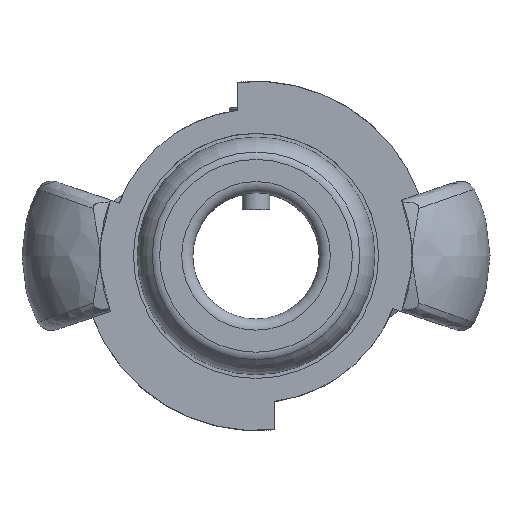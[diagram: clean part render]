
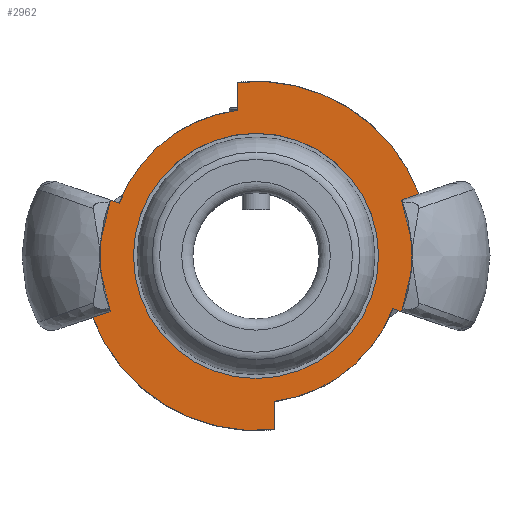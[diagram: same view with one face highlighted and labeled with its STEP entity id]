
A CAD part, top view. The second image highlights one B-rep face of the part: STEP entity #2962.
In plain terms, the highlighted planar face has unit normal (0, 0, 1).
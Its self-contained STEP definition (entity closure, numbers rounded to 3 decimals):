
#248=FACE_BOUND('',#585,.T.);
#300=PLANE('',#3301);
#418=FACE_OUTER_BOUND('',#584,.T.);
#584=EDGE_LOOP('',(#2372,#2373,#2374,#2375,#2376,#2377,#2378,#2379,#2380,
#2381,#2382,#2383));
#585=EDGE_LOOP('',(#2384,#2385));
#673=CIRCLE('',#3162,16.5);
#674=CIRCLE('',#3163,16.5);
#684=CIRCLE('',#3183,19.75);
#704=CIRCLE('',#3257,19.75);
#709=CIRCLE('',#3279,23.514);
#712=CIRCLE('',#3285,23.497);
#719=CIRCLE('',#3302,25.5);
#720=CIRCLE('',#3303,25.5);
#864=LINE('',#4894,#1029);
#877=LINE('',#5385,#1042);
#881=LINE('',#5627,#1046);
#886=LINE('',#5636,#1051);
#890=LINE('',#5664,#1055);
#896=LINE('',#5675,#1061);
#1029=VECTOR('',#3742,10.);
#1042=VECTOR('',#3785,10.);
#1046=VECTOR('',#3805,10.);
#1051=VECTOR('',#3812,10.);
#1055=VECTOR('',#3820,10.);
#1061=VECTOR('',#3828,10.);
#1180=VERTEX_POINT('',#4425);
#1181=VERTEX_POINT('',#4426);
#1202=VERTEX_POINT('',#4520);
#1203=VERTEX_POINT('',#4522);
#1255=VERTEX_POINT('',#4892);
#1269=VERTEX_POINT('',#5109);
#1270=VERTEX_POINT('',#5111);
#1288=VERTEX_POINT('',#5383);
#1295=VERTEX_POINT('',#5624);
#1296=VERTEX_POINT('',#5626);
#1298=VERTEX_POINT('',#5632);
#1302=VERTEX_POINT('',#5661);
#1303=VERTEX_POINT('',#5663);
#1306=VERTEX_POINT('',#5671);
#1481=EDGE_CURVE('',#1180,#1181,#673,.T.);
#1482=EDGE_CURVE('',#1181,#1180,#674,.T.);
#1509=EDGE_CURVE('',#1202,#1203,#684,.T.);
#1598=EDGE_CURVE('',#1255,#1202,#864,.T.);
#1617=EDGE_CURVE('',#1269,#1270,#704,.T.);
#1643=EDGE_CURVE('',#1288,#1269,#877,.T.);
#1658=EDGE_CURVE('',#1295,#1296,#881,.T.);
#1663=EDGE_CURVE('',#1298,#1270,#886,.T.);
#1668=EDGE_CURVE('',#1302,#1303,#890,.T.);
#1674=EDGE_CURVE('',#1306,#1203,#896,.T.);
#1677=EDGE_CURVE('',#1295,#1298,#709,.T.);
#1683=EDGE_CURVE('',#1302,#1306,#712,.T.);
#1700=EDGE_CURVE('',#1303,#1288,#719,.T.);
#1701=EDGE_CURVE('',#1296,#1255,#720,.T.);
#2372=ORIENTED_EDGE('',*,*,#1677,.T.);
#2373=ORIENTED_EDGE('',*,*,#1663,.T.);
#2374=ORIENTED_EDGE('',*,*,#1617,.F.);
#2375=ORIENTED_EDGE('',*,*,#1643,.F.);
#2376=ORIENTED_EDGE('',*,*,#1700,.F.);
#2377=ORIENTED_EDGE('',*,*,#1668,.F.);
#2378=ORIENTED_EDGE('',*,*,#1683,.T.);
#2379=ORIENTED_EDGE('',*,*,#1674,.T.);
#2380=ORIENTED_EDGE('',*,*,#1509,.F.);
#2381=ORIENTED_EDGE('',*,*,#1598,.F.);
#2382=ORIENTED_EDGE('',*,*,#1701,.F.);
#2383=ORIENTED_EDGE('',*,*,#1658,.F.);
#2384=ORIENTED_EDGE('',*,*,#1481,.T.);
#2385=ORIENTED_EDGE('',*,*,#1482,.T.);
#2962=ADVANCED_FACE('',(#418,#248),#300,.F.);
#3162=AXIS2_PLACEMENT_3D('',#4427,#3522,#3523);
#3163=AXIS2_PLACEMENT_3D('',#4428,#3524,#3525);
#3183=AXIS2_PLACEMENT_3D('',#4523,#3573,#3574);
#3257=AXIS2_PLACEMENT_3D('',#5112,#3760,#3761);
#3279=AXIS2_PLACEMENT_3D('',#5698,#3834,#3835);
#3285=AXIS2_PLACEMENT_3D('',#5726,#3848,#3849);
#3301=AXIS2_PLACEMENT_3D('',#5828,#3886,#3887);
#3302=AXIS2_PLACEMENT_3D('',#5829,#3888,#3889);
#3303=AXIS2_PLACEMENT_3D('',#5830,#3890,#3891);
#3522=DIRECTION('center_axis',(0.,0.,-1.));
#3523=DIRECTION('ref_axis',(1.,0.,0.));
#3524=DIRECTION('center_axis',(0.,0.,-1.));
#3525=DIRECTION('ref_axis',(1.,0.,0.));
#3573=DIRECTION('center_axis',(0.,0.,-1.));
#3574=DIRECTION('ref_axis',(-1.,0.,0.));
#3742=DIRECTION('',(0.948,-0.319,0.));
#3760=DIRECTION('center_axis',(0.,0.,-1.));
#3761=DIRECTION('ref_axis',(-1.,0.,0.));
#3785=DIRECTION('',(-0.948,0.319,0.));
#3805=DIRECTION('',(-0.948,-0.319,0.));
#3812=DIRECTION('',(0.,1.,0.));
#3820=DIRECTION('',(0.948,0.319,0.));
#3828=DIRECTION('',(0.,-1.,0.));
#3834=DIRECTION('center_axis',(0.,0.,1.));
#3835=DIRECTION('ref_axis',(0.936,0.353,0.));
#3848=DIRECTION('center_axis',(0.,0.,1.));
#3849=DIRECTION('ref_axis',(-0.936,-0.353,0.));
#3886=DIRECTION('center_axis',(0.,0.,-1.));
#3887=DIRECTION('ref_axis',(-1.,0.,0.));
#3888=DIRECTION('center_axis',(0.,0.,-1.));
#3889=DIRECTION('ref_axis',(0.,-1.,0.));
#3890=DIRECTION('center_axis',(0.,0.,-1.));
#3891=DIRECTION('ref_axis',(0.,-1.,0.));
#4425=CARTESIAN_POINT('',(16.5,0.,0.));
#4426=CARTESIAN_POINT('',(-16.5,0.,0.));
#4427=CARTESIAN_POINT('Origin',(0.,0.,0.));
#4428=CARTESIAN_POINT('Origin',(0.,0.,0.));
#4520=CARTESIAN_POINT('',(-18.429,7.101,0.));
#4522=CARTESIAN_POINT('',(-2.5,19.591,0.));
#4523=CARTESIAN_POINT('Origin',(0.,0.,0.));
#4892=CARTESIAN_POINT('',(-23.883,8.937,0.));
#4894=CARTESIAN_POINT('',(-12.197,5.002,0.));
#5109=CARTESIAN_POINT('',(18.429,-7.101,0.));
#5111=CARTESIAN_POINT('',(2.5,-19.591,0.));
#5112=CARTESIAN_POINT('Origin',(0.,0.,0.));
#5383=CARTESIAN_POINT('',(23.883,-8.937,0.));
#5385=CARTESIAN_POINT('',(16.054,-6.301,0.));
#5624=CARTESIAN_POINT('',(-22.,-8.303,0.));
#5626=CARTESIAN_POINT('',(-23.883,-8.937,0.));
#5627=CARTESIAN_POINT('',(-11.008,-4.601,0.));
#5632=CARTESIAN_POINT('',(2.5,-23.381,0.));
#5636=CARTESIAN_POINT('',(2.5,0.,0.));
#5661=CARTESIAN_POINT('',(21.984,8.298,0.));
#5663=CARTESIAN_POINT('',(23.883,8.937,0.));
#5664=CARTESIAN_POINT('',(7.151,3.302,0.));
#5671=CARTESIAN_POINT('',(-2.5,23.364,0.));
#5675=CARTESIAN_POINT('',(-2.5,0.,0.));
#5698=CARTESIAN_POINT('Origin',(0.,0.,0.));
#5726=CARTESIAN_POINT('Origin',(0.,0.,0.));
#5828=CARTESIAN_POINT('Origin',(0.,-12.75,0.));
#5829=CARTESIAN_POINT('Origin',(0.,0.,0.));
#5830=CARTESIAN_POINT('Origin',(0.,0.,0.));
